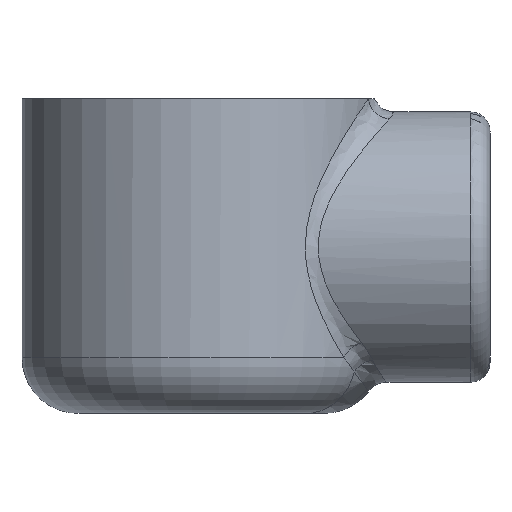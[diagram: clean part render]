
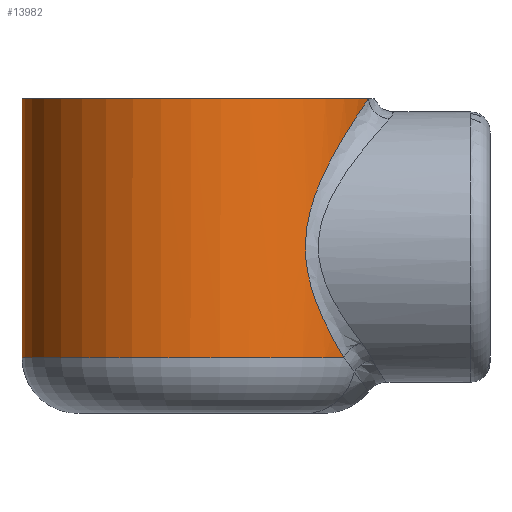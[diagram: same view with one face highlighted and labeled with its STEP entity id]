
A CAD part, left-side view. The second image highlights one B-rep face of the part: STEP entity #13982.
In plain terms, the highlighted cylindrical face has radius 50.609 mm (diameter 101.219 mm), a partial arc.
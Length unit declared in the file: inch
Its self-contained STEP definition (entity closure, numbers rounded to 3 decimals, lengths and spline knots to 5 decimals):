
#494=LINE('',#18814,#1875);
#1875=VECTOR('',#15481,0.3937);
#3265=B_SPLINE_CURVE_WITH_KNOTS('',3,(#18581,#18582,#18583,#18584,#18585,
#18586,#18587,#18588,#18589,#18590,#18591),.UNSPECIFIED.,.F.,.F.,(4,1,1,
1,1,1,1,1,4),(-9.78813,-8.38983,-6.99152,-5.59322,
-4.19491,-3.72881,-2.79661,-1.3983,
0.),.UNSPECIFIED.);
#4878=FACE_OUTER_BOUND('',#5645,.T.);
#5645=EDGE_LOOP('',(#10016,#10017,#10018,#10019));
#6524=CIRCLE('',#14785,1.9925);
#6527=CIRCLE('',#14789,1.9925);
#6645=VERTEX_POINT('',#18578);
#6646=VERTEX_POINT('',#18580);
#6653=VERTEX_POINT('',#18806);
#6655=VERTEX_POINT('',#18812);
#7984=EDGE_CURVE('',#6645,#6646,#3265,.T.);
#7999=EDGE_CURVE('',#6646,#6653,#6524,.T.);
#8002=EDGE_CURVE('',#6655,#6645,#6527,.T.);
#8003=EDGE_CURVE('',#6653,#6655,#494,.T.);
#10016=ORIENTED_EDGE('',*,*,#7984,.F.);
#10017=ORIENTED_EDGE('',*,*,#8002,.F.);
#10018=ORIENTED_EDGE('',*,*,#8003,.F.);
#10019=ORIENTED_EDGE('',*,*,#7999,.F.);
#13927=CYLINDRICAL_SURFACE('',#14788,1.9925);
#13982=ADVANCED_FACE('',(#4878),#13927,.T.);
#14785=AXIS2_PLACEMENT_3D('',#18807,#15471,#15472);
#14788=AXIS2_PLACEMENT_3D('',#18811,#15477,#15478);
#14789=AXIS2_PLACEMENT_3D('',#18813,#15479,#15480);
#15471=DIRECTION('center_axis',(0.,0.,-1.));
#15472=DIRECTION('ref_axis',(-1.,0.,0.));
#15477=DIRECTION('center_axis',(0.,0.,1.));
#15478=DIRECTION('ref_axis',(0.,-1.,0.));
#15479=DIRECTION('center_axis',(0.,0.,1.));
#15480=DIRECTION('ref_axis',(0.,-1.,0.));
#15481=DIRECTION('',(0.,0.,1.));
#18578=CARTESIAN_POINT('',(-3.48528,-1.92925,1.78));
#18580=CARTESIAN_POINT('',(-4.106,-1.64877,-1.15));
#18581=CARTESIAN_POINT('Ctrl Pts',(-3.48528,-1.92925,
1.78));
#18582=CARTESIAN_POINT('Ctrl Pts',(-3.63624,-1.89028,
1.72382));
#18583=CARTESIAN_POINT('Ctrl Pts',(-3.91447,-1.78,1.56339));
#18584=CARTESIAN_POINT('Ctrl Pts',(-4.23745,-1.56508,
1.21831));
#18585=CARTESIAN_POINT('Ctrl Pts',(-4.46501,-1.34497,
0.79215));
#18586=CARTESIAN_POINT('Ctrl Pts',(-4.55817,-1.2258,
0.39052));
#18587=CARTESIAN_POINT('Ctrl Pts',(-4.57246,-1.20698,
0.02185));
#18588=CARTESIAN_POINT('Ctrl Pts',(-4.53442,-1.25769,
-0.343));
#18589=CARTESIAN_POINT('Ctrl Pts',(-4.3869,-1.42927,
-0.76975));
#18590=CARTESIAN_POINT('Ctrl Pts',(-4.2103,-1.578,
-1.03282));
#18591=CARTESIAN_POINT('Ctrl Pts',(-4.106,-1.64877,
-1.15));
#18806=CARTESIAN_POINT('',(-2.98725,1.9925,-1.15));
#18807=CARTESIAN_POINT('Origin',(-2.98725,0.,-1.15));
#18811=CARTESIAN_POINT('Origin',(-2.98725,0.,0.));
#18812=CARTESIAN_POINT('',(-2.98725,1.9925,1.78));
#18813=CARTESIAN_POINT('Origin',(-2.98725,0.,1.78));
#18814=CARTESIAN_POINT('',(-2.98725,1.9925,0.));
